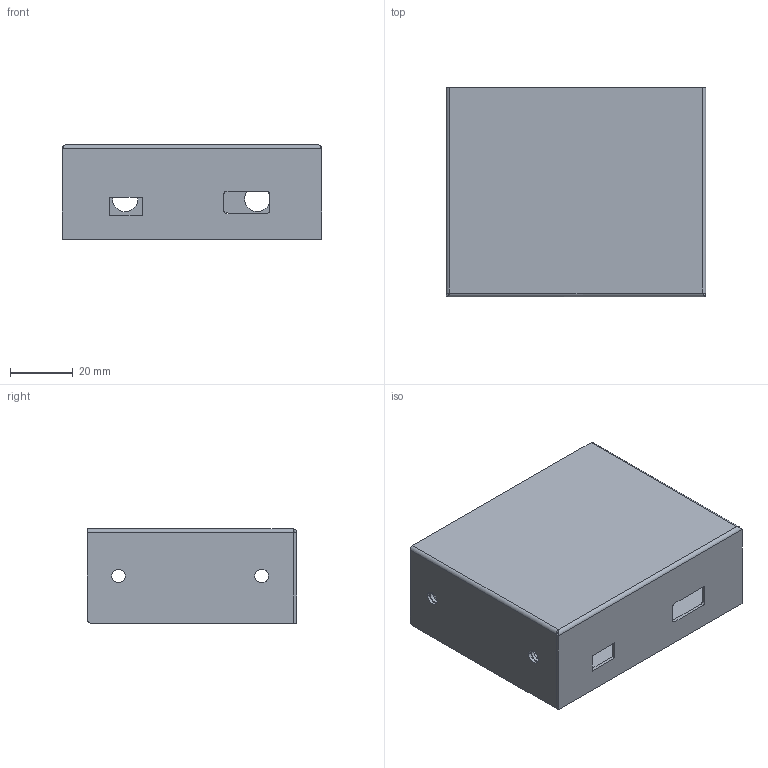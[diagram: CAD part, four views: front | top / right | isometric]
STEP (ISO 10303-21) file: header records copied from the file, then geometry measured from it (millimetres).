
FILE_DESCRIPTION (( 'STEP AP203' ), '1' );
FILE_NAME ('装配体3.STEP', '2023-04-27T08:38:59', ( '微软用户' ), ( '微软中国' ), 'SwSTEP 2.0', 'SolidWorks 2018', '' );
FILE_SCHEMA (( 'CONFIG_CONTROL_DESIGN' ));
Length unit declared in the file: millimetre
Products named in the file (3): 狟褲; 奻褲; 蚾饜极3
Assembly tree (2 placements, depth 2):
  蚾饜极3
    狟褲
    奻褲
Bounding box: 82.6 x 66.7 x 30 mm (x, y, z)
Volume: 22181.3 mm3; surface area: 45615.4 mm2
Topology: 2 solids, 2 shells, 110 faces, 270 edges, 164 vertices
Faces by surface type: cylinder 54, plane 48, bspline 8
Entity records: 3787 total; most frequent: CARTESIAN_POINT 833, DIRECTION 548, ORIENTED_EDGE 540, EDGE_CURVE 270, AXIS2_PLACEMENT_3D 199, VERTEX_POINT 164, VECTOR 150, LINE 150
